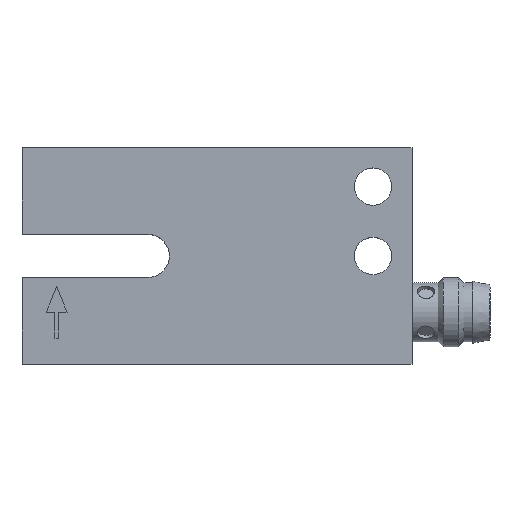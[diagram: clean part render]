
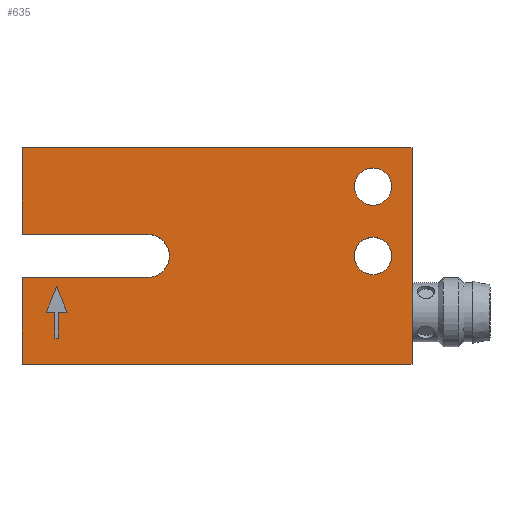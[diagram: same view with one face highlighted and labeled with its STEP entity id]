
A CAD part, top view. The second image highlights one B-rep face of the part: STEP entity #635.
In plain terms, the highlighted planar face has unit normal (0, 0, 1).
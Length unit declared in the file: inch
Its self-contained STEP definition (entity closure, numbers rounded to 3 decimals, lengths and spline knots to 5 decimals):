
#42 = ORIENTED_EDGE ( 'NONE', *, *, #367, .F. ) ;
#43 = LINE ( 'NONE', #500, #480 ) ;
#47 = VECTOR ( 'NONE', #275, 39.37008 ) ;
#112 = ORIENTED_EDGE ( 'NONE', *, *, #215, .F. ) ;
#120 = DIRECTION ( 'NONE',  ( 1., 0., 0. ) ) ;
#129 = AXIS2_PLACEMENT_3D ( 'NONE', #992, #597, #449 ) ;
#157 = ORIENTED_EDGE ( 'NONE', *, *, #999, .F. ) ;
#177 = CARTESIAN_POINT ( 'NONE',  ( 1.59449, 0.57087, 0.19685 ) ) ;
#179 = CIRCLE ( 'NONE', #1090, 0.08465 ) ;
#188 = VERTEX_POINT ( 'NONE', #937 ) ;
#215 = EDGE_CURVE ( 'NONE', #646, #646, #261, .T. ) ;
#223 = FACE_OUTER_BOUND ( 'NONE', #1589, .T. ) ;
#230 = EDGE_CURVE ( 'NONE', #749, #749, #179, .T. ) ;
#239 = VECTOR ( 'NONE', #526, 39.37008 ) ;
#244 = VECTOR ( 'NONE', #1126, 39.37008 ) ;
#254 = CARTESIAN_POINT ( 'NONE',  ( 0.15748, 0.11811, 0.19685 ) ) ;
#257 = CARTESIAN_POINT ( 'NONE',  ( 1.77165, 0.74803, 0.19685 ) ) ;
#260 = CARTESIAN_POINT ( 'NONE',  ( 0., 0.74803, 0.19685 ) ) ;
#261 = CIRCLE ( 'NONE', #129, 0.08465 ) ;
#266 = AXIS2_PLACEMENT_3D ( 'NONE', #260, #1343, #1484 ) ;
#271 = VERTEX_POINT ( 'NONE', #1665 ) ;
#275 = DIRECTION ( 'NONE',  ( 0., -1., 0. ) ) ;
#287 = EDGE_CURVE ( 'NONE', #1517, #1365, #662, .T. ) ;
#302 = AXIS2_PLACEMENT_3D ( 'NONE', #1552, #470, #1426 ) ;
#303 = CARTESIAN_POINT ( 'NONE',  ( 0., 0.74803, 0.19685 ) ) ;
#305 = LINE ( 'NONE', #1730, #1657 ) ;
#311 = ORIENTED_EDGE ( 'NONE', *, *, #287, .F. ) ;
#333 = LINE ( 'NONE', #876, #1754 ) ;
#337 = CARTESIAN_POINT ( 'NONE',  ( 0., 0.74803, 0.19685 ) ) ;
#353 = VERTEX_POINT ( 'NONE', #711 ) ;
#354 = FACE_BOUND ( 'NONE', #865, .T. ) ;
#355 = EDGE_CURVE ( 'NONE', #1206, #775, #1261, .T. ) ;
#358 = ORIENTED_EDGE ( 'NONE', *, *, #355, .T. ) ;
#367 = EDGE_CURVE ( 'NONE', #1365, #271, #333, .T. ) ;
#378 = LINE ( 'NONE', #1663, #557 ) ;
#402 = LINE ( 'NONE', #257, #47 ) ;
#449 = DIRECTION ( 'NONE',  ( 1., 0., 0. ) ) ;
#458 = EDGE_CURVE ( 'NONE', #935, #353, #460, .T. ) ;
#460 = LINE ( 'NONE', #627, #1121 ) ;
#470 = DIRECTION ( 'NONE',  ( 0., 0., 1. ) ) ;
#480 = VECTOR ( 'NONE', #1182, 39.37008 ) ;
#496 = EDGE_CURVE ( 'NONE', #1360, #1607, #1478, .T. ) ;
#500 = CARTESIAN_POINT ( 'NONE',  ( 0., 0.15748, 0.19685 ) ) ;
#510 = EDGE_CURVE ( 'NONE', #1607, #1202, #402, .T. ) ;
#526 = DIRECTION ( 'NONE',  ( -0.371, 0.928, 0. ) ) ;
#531 = ORIENTED_EDGE ( 'NONE', *, *, #458, .F. ) ;
#549 = CARTESIAN_POINT ( 'NONE',  ( 0.14961, 0., 0.19685 ) ) ;
#557 = VECTOR ( 'NONE', #585, 39.37008 ) ;
#585 = DIRECTION ( 'NONE',  ( 0., -1., 0. ) ) ;
#592 = LINE ( 'NONE', #931, #1471 ) ;
#594 = ORIENTED_EDGE ( 'NONE', *, *, #496, .F. ) ;
#596 = FACE_BOUND ( 'NONE', #929, .T. ) ;
#597 = DIRECTION ( 'NONE',  ( 0., 0., 1. ) ) ;
#598 = ORIENTED_EDGE ( 'NONE', *, *, #1683, .F. ) ;
#603 = DIRECTION ( 'NONE',  ( 0., 0., 1. ) ) ;
#624 = CARTESIAN_POINT ( 'NONE',  ( 0.16535, -0.11811, 0.19685 ) ) ;
#627 = CARTESIAN_POINT ( 'NONE',  ( 0.57087, 0.35433, 0.19685 ) ) ;
#628 = DIRECTION ( 'NONE',  ( -1., 0., 0. ) ) ;
#635 = ADVANCED_FACE ( 'NONE', ( #596, #354, #1059, #223 ), #1082, .T. ) ;
#646 = VERTEX_POINT ( 'NONE', #1342 ) ;
#662 = LINE ( 'NONE', #1533, #1302 ) ;
#698 = EDGE_LOOP ( 'NONE', ( #1021, #779, #1727, #42, #311, #737, #1014 ) ) ;
#711 = CARTESIAN_POINT ( 'NONE',  ( 0., 0.35433, 0.19685 ) ) ;
#723 = EDGE_CURVE ( 'NONE', #1501, #1517, #378, .T. ) ;
#730 = DIRECTION ( 'NONE',  ( 1., 0., 0. ) ) ;
#737 = ORIENTED_EDGE ( 'NONE', *, *, #723, .F. ) ;
#749 = VERTEX_POINT ( 'NONE', #815 ) ;
#760 = DIRECTION ( 'NONE',  ( -0.371, -0.928, 0. ) ) ;
#775 = VERTEX_POINT ( 'NONE', #1096 ) ;
#779 = ORIENTED_EDGE ( 'NONE', *, *, #1431, .F. ) ;
#780 = VECTOR ( 'NONE', #1275, 39.37008 ) ;
#788 = CARTESIAN_POINT ( 'NONE',  ( 0.57087, 0.35433, 0.19685 ) ) ;
#815 = CARTESIAN_POINT ( 'NONE',  ( 1.67913, 0.57087, 0.19685 ) ) ;
#822 = CARTESIAN_POINT ( 'NONE',  ( 0.14961, -0.11811, 0.19685 ) ) ;
#850 = EDGE_CURVE ( 'NONE', #1360, #353, #592, .T. ) ;
#865 = EDGE_LOOP ( 'NONE', ( #112 ) ) ;
#871 = VECTOR ( 'NONE', #1245, 39.37008 ) ;
#876 = CARTESIAN_POINT ( 'NONE',  ( 0.16535, -0.11811, 0.19685 ) ) ;
#926 = EDGE_CURVE ( 'NONE', #271, #188, #1406, .T. ) ;
#929 = EDGE_LOOP ( 'NONE', ( #1053 ) ) ;
#931 = CARTESIAN_POINT ( 'NONE',  ( 0., 0.74803, 0.19685 ) ) ;
#935 = VERTEX_POINT ( 'NONE', #788 ) ;
#937 = CARTESIAN_POINT ( 'NONE',  ( 0.20472, 0., 0.19685 ) ) ;
#940 = CARTESIAN_POINT ( 'NONE',  ( 0.57087, 0.15748, 0.19685 ) ) ;
#983 = ORIENTED_EDGE ( 'NONE', *, *, #850, .T. ) ;
#986 = DIRECTION ( 'NONE',  ( 1., 0., 0. ) ) ;
#992 = CARTESIAN_POINT ( 'NONE',  ( 1.59449, 0.25591, 0.19685 ) ) ;
#999 = EDGE_CURVE ( 'NONE', #1206, #1402, #43, .T. ) ;
#1014 = ORIENTED_EDGE ( 'NONE', *, *, #1019, .F. ) ;
#1019 = EDGE_CURVE ( 'NONE', #1567, #1501, #1429, .T. ) ;
#1021 = ORIENTED_EDGE ( 'NONE', *, *, #1288, .F. ) ;
#1053 = ORIENTED_EDGE ( 'NONE', *, *, #230, .F. ) ;
#1059 = FACE_BOUND ( 'NONE', #698, .T. ) ;
#1070 = DIRECTION ( 'NONE',  ( 0., -1., 0. ) ) ;
#1074 = CARTESIAN_POINT ( 'NONE',  ( -0.08146, 0.71545, 0.19685 ) ) ;
#1076 = VECTOR ( 'NONE', #1138, 39.37008 ) ;
#1082 = PLANE ( 'NONE',  #266 ) ;
#1090 = AXIS2_PLACEMENT_3D ( 'NONE', #177, #603, #986 ) ;
#1096 = CARTESIAN_POINT ( 'NONE',  ( 0., -0.23622, 0.19685 ) ) ;
#1099 = VERTEX_POINT ( 'NONE', #254 ) ;
#1121 = VECTOR ( 'NONE', #628, 39.37008 ) ;
#1126 = DIRECTION ( 'NONE',  ( 1., 0., 0. ) ) ;
#1138 = DIRECTION ( 'NONE',  ( 1., 0., 0. ) ) ;
#1164 = EDGE_CURVE ( 'NONE', #775, #1202, #1320, .T. ) ;
#1182 = DIRECTION ( 'NONE',  ( 1., 0., 0. ) ) ;
#1191 = CIRCLE ( 'NONE', #302, 0.09843 ) ;
#1202 = VERTEX_POINT ( 'NONE', #1377 ) ;
#1206 = VERTEX_POINT ( 'NONE', #1417 ) ;
#1245 = DIRECTION ( 'NONE',  ( 0., -1., 0. ) ) ;
#1252 = CARTESIAN_POINT ( 'NONE',  ( 0., -0.23622, 0.19685 ) ) ;
#1261 = LINE ( 'NONE', #303, #871 ) ;
#1275 = DIRECTION ( 'NONE',  ( 1., 0., 0. ) ) ;
#1288 = EDGE_CURVE ( 'NONE', #1099, #1567, #305, .T. ) ;
#1302 = VECTOR ( 'NONE', #730, 39.37008 ) ;
#1320 = LINE ( 'NONE', #1252, #244 ) ;
#1342 = CARTESIAN_POINT ( 'NONE',  ( 1.67913, 0.25591, 0.19685 ) ) ;
#1343 = DIRECTION ( 'NONE',  ( 0., 0., 1. ) ) ;
#1360 = VERTEX_POINT ( 'NONE', #1574 ) ;
#1365 = VERTEX_POINT ( 'NONE', #624 ) ;
#1377 = CARTESIAN_POINT ( 'NONE',  ( 1.77165, -0.23622, 0.19685 ) ) ;
#1382 = LINE ( 'NONE', #1074, #239 ) ;
#1390 = ORIENTED_EDGE ( 'NONE', *, *, #510, .F. ) ;
#1402 = VERTEX_POINT ( 'NONE', #940 ) ;
#1406 = LINE ( 'NONE', #1750, #1744 ) ;
#1417 = CARTESIAN_POINT ( 'NONE',  ( 0., 0.15748, 0.19685 ) ) ;
#1426 = DIRECTION ( 'NONE',  ( 1., 0., 0. ) ) ;
#1429 = LINE ( 'NONE', #1702, #1076 ) ;
#1430 = ORIENTED_EDGE ( 'NONE', *, *, #1164, .T. ) ;
#1431 = EDGE_CURVE ( 'NONE', #188, #1099, #1382, .T. ) ;
#1471 = VECTOR ( 'NONE', #1070, 39.37008 ) ;
#1478 = LINE ( 'NONE', #337, #780 ) ;
#1484 = DIRECTION ( 'NONE',  ( 1., 0., 0. ) ) ;
#1486 = CARTESIAN_POINT ( 'NONE',  ( 0.11024, 0., 0.19685 ) ) ;
#1501 = VERTEX_POINT ( 'NONE', #549 ) ;
#1517 = VERTEX_POINT ( 'NONE', #822 ) ;
#1533 = CARTESIAN_POINT ( 'NONE',  ( 0.14961, -0.11811, 0.19685 ) ) ;
#1534 = CARTESIAN_POINT ( 'NONE',  ( 1.77165, 0.74803, 0.19685 ) ) ;
#1552 = CARTESIAN_POINT ( 'NONE',  ( 0.57087, 0.25591, 0.19685 ) ) ;
#1567 = VERTEX_POINT ( 'NONE', #1486 ) ;
#1570 = DIRECTION ( 'NONE',  ( 0., 1., 0. ) ) ;
#1574 = CARTESIAN_POINT ( 'NONE',  ( 0., 0.74803, 0.19685 ) ) ;
#1589 = EDGE_LOOP ( 'NONE', ( #598, #157, #358, #1430, #1390, #594, #983, #531 ) ) ;
#1607 = VERTEX_POINT ( 'NONE', #1534 ) ;
#1657 = VECTOR ( 'NONE', #760, 39.37008 ) ;
#1663 = CARTESIAN_POINT ( 'NONE',  ( 0.14961, 0., 0.19685 ) ) ;
#1665 = CARTESIAN_POINT ( 'NONE',  ( 0.16535, 0., 0.19685 ) ) ;
#1683 = EDGE_CURVE ( 'NONE', #1402, #935, #1191, .T. ) ;
#1702 = CARTESIAN_POINT ( 'NONE',  ( 0.11024, 0., 0.19685 ) ) ;
#1727 = ORIENTED_EDGE ( 'NONE', *, *, #926, .F. ) ;
#1730 = CARTESIAN_POINT ( 'NONE',  ( 0.35297, 0.60684, 0.19685 ) ) ;
#1744 = VECTOR ( 'NONE', #120, 39.37008 ) ;
#1750 = CARTESIAN_POINT ( 'NONE',  ( 0.11024, 0., 0.19685 ) ) ;
#1754 = VECTOR ( 'NONE', #1570, 39.37008 ) ;
